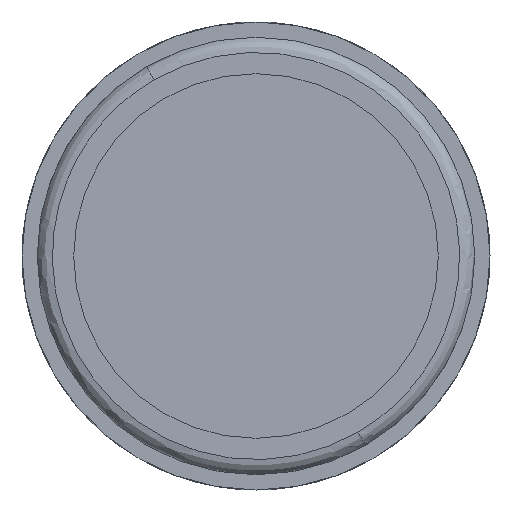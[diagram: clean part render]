
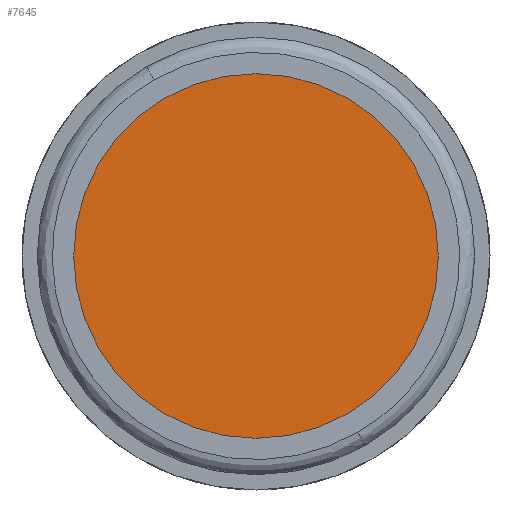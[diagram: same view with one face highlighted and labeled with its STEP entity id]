
A CAD part, front view. The second image highlights one B-rep face of the part: STEP entity #7645.
In plain terms, the highlighted planar face has unit normal (0, -1, 0).
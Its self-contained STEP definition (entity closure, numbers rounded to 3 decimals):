
#15 = CARTESIAN_POINT ( 'NONE',  ( 0., -45.5, 0. ) ) ;
#662 = CARTESIAN_POINT ( 'NONE',  ( 0., -45.5, 0. ) ) ;
#707 = CIRCLE ( 'NONE', #4085, 6. ) ;
#1054 = VERTEX_POINT ( 'NONE', #5521 ) ;
#1337 = DIRECTION ( 'NONE',  ( 0., 1., 0. ) ) ;
#1529 = DIRECTION ( 'NONE',  ( 0., 1., 0. ) ) ;
#1825 = EDGE_LOOP ( 'NONE', ( #6693, #6568 ) ) ;
#2063 = DIRECTION ( 'NONE',  ( 0., 0., 1. ) ) ;
#2250 = DIRECTION ( 'NONE',  ( 0., 0., 1. ) ) ;
#2695 = DIRECTION ( 'NONE',  ( 0., 1., 0. ) ) ;
#2709 = FACE_OUTER_BOUND ( 'NONE', #1825, .T. ) ;
#3017 = AXIS2_PLACEMENT_3D ( 'NONE', #8325, #1529, #2250 ) ;
#3327 = CARTESIAN_POINT ( 'NONE',  ( 0., -45.5, 6. ) ) ;
#4085 = AXIS2_PLACEMENT_3D ( 'NONE', #662, #1337, #7453 ) ;
#4341 = PLANE ( 'NONE',  #3017 ) ;
#4729 = AXIS2_PLACEMENT_3D ( 'NONE', #15, #2695, #2063 ) ;
#5067 = VERTEX_POINT ( 'NONE', #3327 ) ;
#5478 = EDGE_CURVE ( 'NONE', #1054, #5067, #707, .T. ) ;
#5521 = CARTESIAN_POINT ( 'NONE',  ( 0., -45.5, -6. ) ) ;
#6413 = CIRCLE ( 'NONE', #4729, 6. ) ;
#6568 = ORIENTED_EDGE ( 'NONE', *, *, #5478, .F. ) ;
#6693 = ORIENTED_EDGE ( 'NONE', *, *, #6801, .F. ) ;
#6801 = EDGE_CURVE ( 'NONE', #5067, #1054, #6413, .T. ) ;
#7453 = DIRECTION ( 'NONE',  ( 0., 0., 1. ) ) ;
#7645 = ADVANCED_FACE ( 'NONE', ( #2709 ), #4341, .F. ) ;
#8325 = CARTESIAN_POINT ( 'NONE',  ( 5.196, -45.5, 3. ) ) ;
